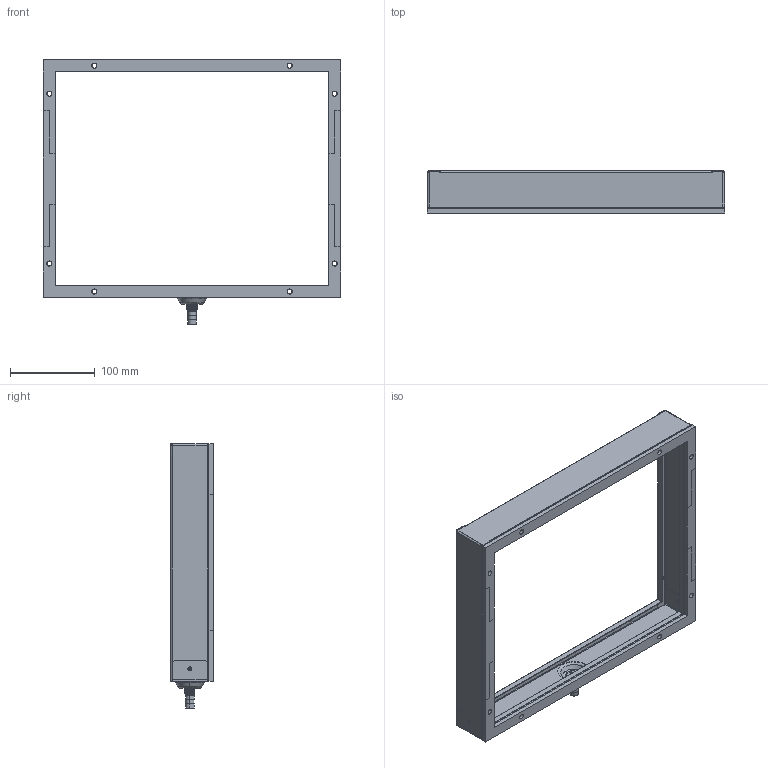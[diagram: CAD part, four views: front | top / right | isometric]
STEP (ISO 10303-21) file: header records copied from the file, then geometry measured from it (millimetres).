
FILE_DESCRIPTION((''),'2;1');
FILE_NAME('6105305_ASM','2020-01-07T09:31:57',('danielc'),(''),'CREO PARAMETRIC BY PTC INC, 2019080','CREO PARAMETRIC BY PTC INC, 2019080','');
FILE_SCHEMA(('CONFIG_CONTROL_DESIGN'));
Products named in the file (10): TG6105-DUCT-1_1_1; TG6105-DUCT-2_1_1; TG6105-DUCT-MNF_ASM_1_ASM_1_ASM; TG6105-MOUNTING-INS-VERT_1_1; TG6105-MOUNTING-INS-HOR_1_1; WATERTRAY_DRAIN_FITTING_1_1; TG6105-DUCT_ASM_1_ASM_1_ASM; TG6105303_ASM_1_ASM_1_ASM; TG6105305_ASM_1_ASM; 6105305_ASM
Assembly tree (11 placements, depth 6):
  6105305_ASM
    TG6105305_ASM_1_ASM
      TG6105303_ASM_1_ASM_1_ASM
        TG6105-DUCT_ASM_1_ASM_1_ASM
          TG6105-DUCT-MNF_ASM_1_ASM_1_ASM
            TG6105-DUCT-1_1_1
            TG6105-DUCT-2_1_1
          TG6105-MOUNTING-INS-VERT_1_1  x2
          TG6105-MOUNTING-INS-HOR_1_1  x2
          WATERTRAY_DRAIN_FITTING_1_1
Bounding box: 350 x 50 x 311.5 mm (x, y, z)
Volume: 187063.2 mm3; surface area: 258544 mm2
Topology: 7 solids, 8 shells, 478 faces, 1220 edges, 767 vertices
Faces by surface type: plane 297, cylinder 107, torus 36, bspline 18, cone 18, extrusion 2
Entity records: 17225 total; most frequent: CARTESIAN_POINT 6074, DIRECTION 2306, ORIENTED_EDGE 2266, EDGE_CURVE 1133, AXIS2_PLACEMENT_3D 794, VECTOR 718, LINE 716, VERTEX_POINT 709
